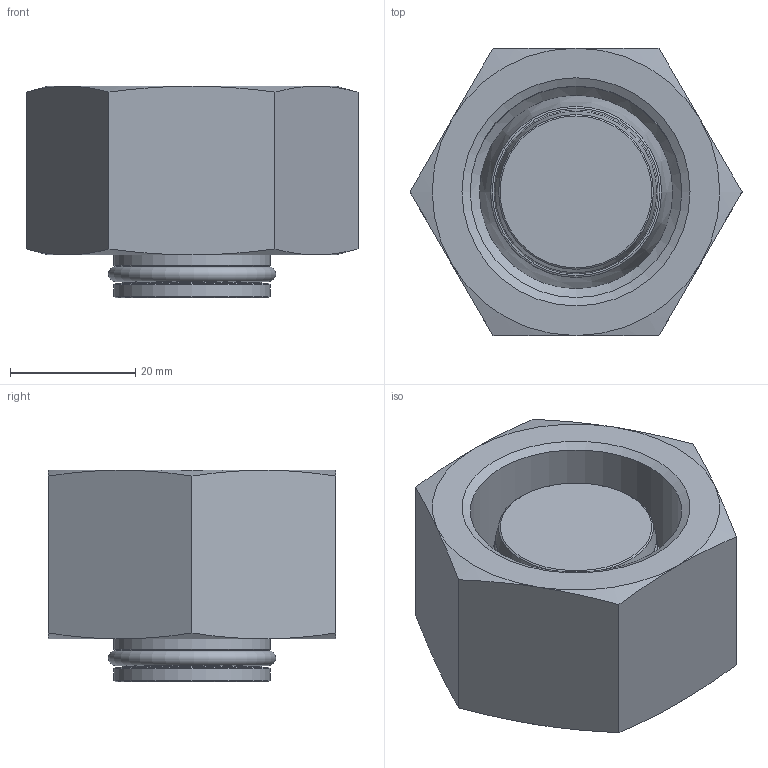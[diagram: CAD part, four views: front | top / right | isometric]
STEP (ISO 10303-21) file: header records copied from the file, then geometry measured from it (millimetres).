
FILE_DESCRIPTION((''),'2;1');
FILE_NAME('726325K.stp','2014-09-03T16:35:12',(''),('KNOMI spol. s r. o.'),'Autodesk Inventor 2012','Autodesk Inventor 2012','');
FILE_SCHEMA(('AUTOMOTIVE_DESIGN { 1 2 10303 214 0 1 1 1 }'));
Length unit declared in the file: millimetre
Products named in the file (6): VZ3K 25S; 726325; 7264 25; 60720324; 3982536; 6020300240
Assembly tree (5 placements, depth 3):
  VZ3K 25S
    726325
      7264 25
      60720324
    3982536
    6020300240
Bounding box: 53.12 x 46 x 33.87 mm (x, y, z)
Volume: 44995.4 mm3; surface area: 14366.1 mm2
Topology: 4 solids, 4 shells, 50 faces, 101 edges, 59 vertices
Faces by surface type: cone 23, plane 14, torus 8, cylinder 5
Full cylindrical faces by diameter (mm): 22 x1, 25 x3, 33.835 x1
Entity records: 1364 total; most frequent: CARTESIAN_POINT 237, DIRECTION 216, ORIENTED_EDGE 148, AXIS2_PLACEMENT_3D 105, EDGE_LOOP 78, EDGE_CURVE 74, VERTEX_POINT 54, STYLED_ITEM 54
